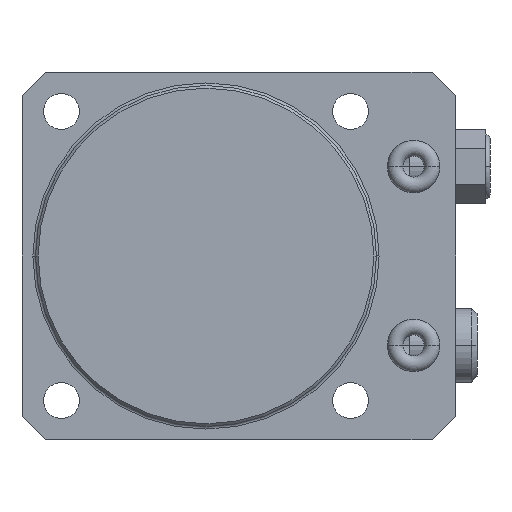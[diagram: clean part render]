
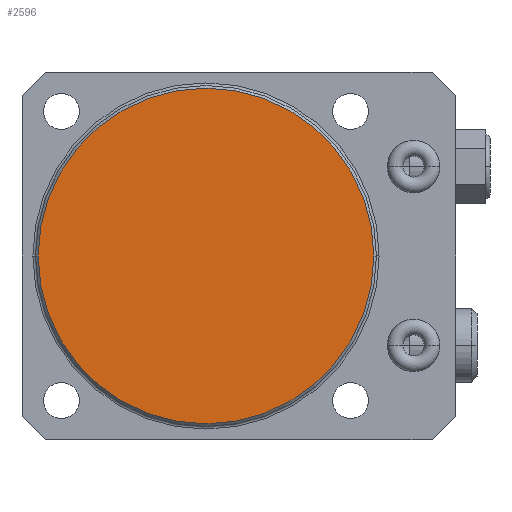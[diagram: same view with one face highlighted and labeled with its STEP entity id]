
A CAD part, front view. The second image highlights one B-rep face of the part: STEP entity #2596.
In plain terms, the highlighted planar face has unit normal (0, -1, 0).
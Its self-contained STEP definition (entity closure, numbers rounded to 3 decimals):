
#225=CARTESIAN_POINT('',(0.,-57.5,
0.));
#226=DIRECTION('',(0.,-1.,0.));
#227=DIRECTION('',(-1.,0.,0.));
#228=AXIS2_PLACEMENT_3D('',#225,#226,#227);
#233=CARTESIAN_POINT('',(0.,-57.5,
0.));
#234=DIRECTION('',(0.,-1.,0.));
#235=DIRECTION('',(1.,0.,0.));
#236=AXIS2_PLACEMENT_3D('',#233,#234,#235);
#2290=CARTESIAN_POINT('',(-31.925,-57.5,
0.));
#2291=CARTESIAN_POINT('',(31.925,-57.5,0.));
#2292=VERTEX_POINT('',#2290);
#2293=VERTEX_POINT('',#2291);
#2586=CARTESIAN_POINT('',(0.,-57.5,0.));
#2587=DIRECTION('',(0.,1.,0.));
#2588=DIRECTION('',(1.,0.,0.));
#2589=AXIS2_PLACEMENT_3D('',#2586,#2587,#2588);
#2590=PLANE('',#2589);
#2591=ORIENTED_EDGE('',*,*,#2576,.F.);
#2593=ORIENTED_EDGE('',*,*,#2592,.F.);
#2594=EDGE_LOOP('',(#2591,#2593));
#2595=FACE_OUTER_BOUND('',#2594,.F.);
#229=CIRCLE('',#228,31.925);
#237=CIRCLE('',#236,31.925);
#2576=EDGE_CURVE('',#2292,#2293,#229,.T.);
#2592=EDGE_CURVE('',#2293,#2292,#237,.T.);
#2596=ADVANCED_FACE('',(#2595),#2590,.F.);
